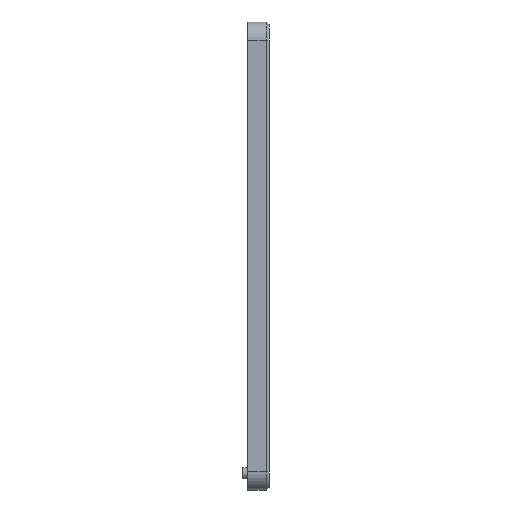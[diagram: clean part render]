
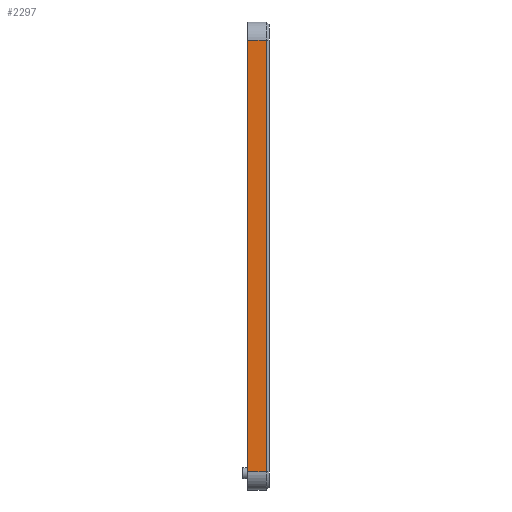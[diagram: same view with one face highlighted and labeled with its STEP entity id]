
A CAD part, left-side view. The second image highlights one B-rep face of the part: STEP entity #2297.
In plain terms, the highlighted planar face has unit normal (-1, 0, 0).
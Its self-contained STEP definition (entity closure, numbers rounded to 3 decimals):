
#309 = CARTESIAN_POINT ( 'NONE',  ( -51.2, 1.5, 49.2 ) ) ;
#314 = VERTEX_POINT ( 'NONE', #4954 ) ;
#337 = VERTEX_POINT ( 'NONE', #5327 ) ;
#472 = LINE ( 'NONE', #3336, #2367 ) ;
#651 = VERTEX_POINT ( 'NONE', #3852 ) ;
#1053 = EDGE_CURVE ( 'NONE', #337, #651, #2637, .T. ) ;
#1137 = VECTOR ( 'NONE', #2753, 1000. ) ;
#1257 = DIRECTION ( 'NONE',  ( 0., -1., 0. ) ) ;
#1511 = ORIENTED_EDGE ( 'NONE', *, *, #1903, .T. ) ;
#1535 = EDGE_LOOP ( 'NONE', ( #4561, #2973, #1511, #4816 ) ) ;
#1606 = LINE ( 'NONE', #4450, #1137 ) ;
#1677 = DIRECTION ( 'NONE',  ( 0., 0., 1. ) ) ;
#1876 = VECTOR ( 'NONE', #1998, 1000. ) ;
#1903 = EDGE_CURVE ( 'NONE', #314, #651, #2912, .T. ) ;
#1986 = DIRECTION ( 'NONE',  ( 1., 0., 0. ) ) ;
#1998 = DIRECTION ( 'NONE',  ( 0., 1., 0. ) ) ;
#2297 = ADVANCED_FACE ( 'NONE', ( #4074 ), #2462, .F. ) ;
#2367 = VECTOR ( 'NONE', #1257, 1000. ) ;
#2462 = PLANE ( 'NONE',  #4422 ) ;
#2637 = LINE ( 'NONE', #3845, #4261 ) ;
#2753 = DIRECTION ( 'NONE',  ( 0., 0., 1. ) ) ;
#2912 = LINE ( 'NONE', #4090, #1876 ) ;
#2973 = ORIENTED_EDGE ( 'NONE', *, *, #4776, .T. ) ;
#3336 = CARTESIAN_POINT ( 'NONE',  ( -51.2, 1.5, -45.4 ) ) ;
#3659 = CARTESIAN_POINT ( 'NONE',  ( -51.2, 0.6, -45.4 ) ) ;
#3664 = DIRECTION ( 'NONE',  ( 0., 0., -1. ) ) ;
#3845 = CARTESIAN_POINT ( 'NONE',  ( -51.2, 4.5, -49.2 ) ) ;
#3852 = CARTESIAN_POINT ( 'NONE',  ( -51.2, 4.5, 45.4 ) ) ;
#4074 = FACE_OUTER_BOUND ( 'NONE', #1535, .T. ) ;
#4090 = CARTESIAN_POINT ( 'NONE',  ( -51.2, 1.5, 45.4 ) ) ;
#4225 = VERTEX_POINT ( 'NONE', #3659 ) ;
#4261 = VECTOR ( 'NONE', #1677, 1000. ) ;
#4422 = AXIS2_PLACEMENT_3D ( 'NONE', #309, #1986, #3664 ) ;
#4450 = CARTESIAN_POINT ( 'NONE',  ( -51.2, 0.6, 45.4 ) ) ;
#4561 = ORIENTED_EDGE ( 'NONE', *, *, #4907, .T. ) ;
#4776 = EDGE_CURVE ( 'NONE', #4225, #314, #1606, .T. ) ;
#4816 = ORIENTED_EDGE ( 'NONE', *, *, #1053, .F. ) ;
#4907 = EDGE_CURVE ( 'NONE', #337, #4225, #472, .T. ) ;
#4954 = CARTESIAN_POINT ( 'NONE',  ( -51.2, 0.6, 45.4 ) ) ;
#5327 = CARTESIAN_POINT ( 'NONE',  ( -51.2, 4.5, -45.4 ) ) ;
